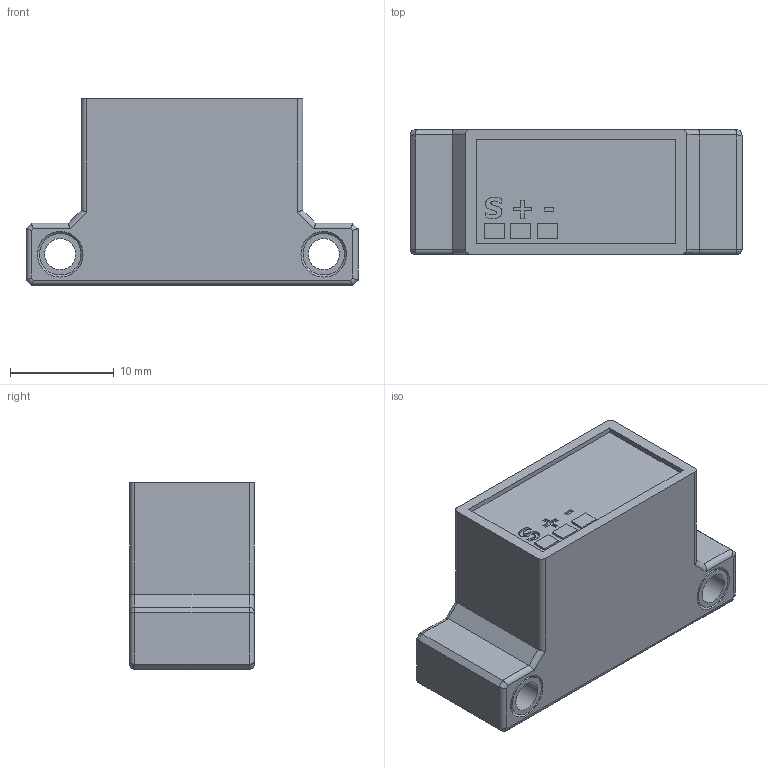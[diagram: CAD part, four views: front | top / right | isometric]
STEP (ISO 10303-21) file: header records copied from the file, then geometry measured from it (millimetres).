
FILE_DESCRIPTION(/* description */ (''),/* implementation_level */ '2;1');
FILE_NAME(/* name */ 'JS200xf-sensor-step-file.stp',/* time_stamp */ '2020-01-24T20:21:41+03:00',/* author */ ('User'),/* organization */ (''),/* preprocessor_version */ 'ST-DEVELOPER v16.5',/* originating_system */ 'Autodesk Inventor 2017',/* authorisation */ '');
FILE_SCHEMA (('AUTOMOTIVE_DESIGN { 1 0 10303 214 3 1 1 }'));
Length unit declared in the file: millimetre
Products named in the file (1): JS250 (1)
Bounding box: 32 x 12 x 18 mm (x, y, z)
Volume: 5053.6 mm3; surface area: 2667.3 mm2
Topology: 1 solids, 2 shells, 141 faces, 349 edges, 220 vertices
Faces by surface type: plane 82, cylinder 37, bspline 18, cone 4
Full cylindrical faces by diameter (mm): 3 x2, 4 x4, 5 x1, 8.15 x2, 8.2 x2
Entity records: 4374 total; most frequent: CARTESIAN_POINT 948, ORIENTED_EDGE 656, DIRECTION 616, EDGE_CURVE 328, LINE 220, VECTOR 220, VERTEX_POINT 214, AXIS2_PLACEMENT_3D 198
